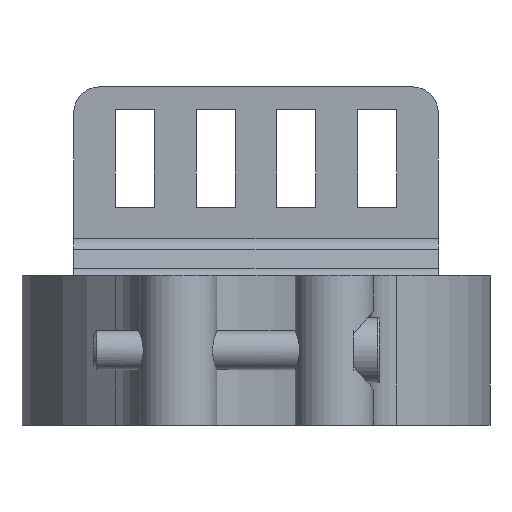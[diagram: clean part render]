
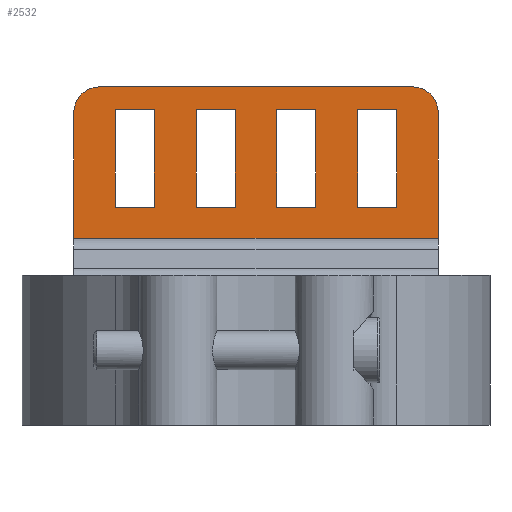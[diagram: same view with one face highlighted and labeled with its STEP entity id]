
A CAD part, front view. The second image highlights one B-rep face of the part: STEP entity #2532.
In plain terms, the highlighted planar face has unit normal (0, -1, 0).
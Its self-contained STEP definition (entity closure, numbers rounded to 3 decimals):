
#81=LINE('',#3755,#336);
#82=LINE('',#3759,#337);
#83=LINE('',#3761,#338);
#84=LINE('',#3762,#339);
#85=LINE('',#3765,#340);
#86=LINE('',#3767,#341);
#87=LINE('',#3769,#342);
#88=LINE('',#3770,#343);
#89=LINE('',#3773,#344);
#90=LINE('',#3775,#345);
#91=LINE('',#3777,#346);
#92=LINE('',#3778,#347);
#93=LINE('',#3781,#348);
#94=LINE('',#3783,#349);
#95=LINE('',#3785,#350);
#96=LINE('',#3786,#351);
#97=LINE('',#3789,#352);
#98=LINE('',#3791,#353);
#99=LINE('',#3793,#354);
#100=LINE('',#3794,#355);
#336=VECTOR('',#3060,10.);
#337=VECTOR('',#3063,10.);
#338=VECTOR('',#3064,10.);
#339=VECTOR('',#3065,10.);
#340=VECTOR('',#3066,10.);
#341=VECTOR('',#3067,10.);
#342=VECTOR('',#3068,10.);
#343=VECTOR('',#3069,10.);
#344=VECTOR('',#3070,10.);
#345=VECTOR('',#3071,10.);
#346=VECTOR('',#3072,10.);
#347=VECTOR('',#3073,10.);
#348=VECTOR('',#3074,10.);
#349=VECTOR('',#3075,10.);
#350=VECTOR('',#3076,10.);
#351=VECTOR('',#3077,10.);
#352=VECTOR('',#3078,10.);
#353=VECTOR('',#3079,10.);
#354=VECTOR('',#3080,10.);
#355=VECTOR('',#3081,10.);
#580=FACE_BOUND('',#784,.T.);
#581=FACE_BOUND('',#785,.T.);
#582=FACE_BOUND('',#786,.T.);
#583=FACE_BOUND('',#787,.T.);
#639=FACE_OUTER_BOUND('',#783,.T.);
#783=EDGE_LOOP('',(#1708,#1709,#1710,#1711,#1712,#1713));
#784=EDGE_LOOP('',(#1714,#1715,#1716,#1717));
#785=EDGE_LOOP('',(#1718,#1719,#1720,#1721));
#786=EDGE_LOOP('',(#1722,#1723,#1724,#1725));
#787=EDGE_LOOP('',(#1726,#1727,#1728,#1729));
#940=CIRCLE('',#2722,4.);
#942=CIRCLE('',#2725,4.);
#1048=VERTEX_POINT('',#3745);
#1049=VERTEX_POINT('',#3746);
#1052=VERTEX_POINT('',#3754);
#1053=VERTEX_POINT('',#3756);
#1054=VERTEX_POINT('',#3758);
#1055=VERTEX_POINT('',#3760);
#1056=VERTEX_POINT('',#3763);
#1057=VERTEX_POINT('',#3764);
#1058=VERTEX_POINT('',#3766);
#1059=VERTEX_POINT('',#3768);
#1060=VERTEX_POINT('',#3771);
#1061=VERTEX_POINT('',#3772);
#1062=VERTEX_POINT('',#3774);
#1063=VERTEX_POINT('',#3776);
#1064=VERTEX_POINT('',#3779);
#1065=VERTEX_POINT('',#3780);
#1066=VERTEX_POINT('',#3782);
#1067=VERTEX_POINT('',#3784);
#1068=VERTEX_POINT('',#3787);
#1069=VERTEX_POINT('',#3788);
#1070=VERTEX_POINT('',#3790);
#1071=VERTEX_POINT('',#3792);
#1295=EDGE_CURVE('',#1048,#1049,#940,.T.);
#1299=EDGE_CURVE('',#1052,#1048,#81,.T.);
#1300=EDGE_CURVE('',#1053,#1052,#942,.T.);
#1301=EDGE_CURVE('',#1054,#1053,#82,.T.);
#1302=EDGE_CURVE('',#1055,#1054,#83,.T.);
#1303=EDGE_CURVE('',#1049,#1055,#84,.T.);
#1304=EDGE_CURVE('',#1056,#1057,#85,.T.);
#1305=EDGE_CURVE('',#1057,#1058,#86,.T.);
#1306=EDGE_CURVE('',#1058,#1059,#87,.T.);
#1307=EDGE_CURVE('',#1059,#1056,#88,.T.);
#1308=EDGE_CURVE('',#1060,#1061,#89,.T.);
#1309=EDGE_CURVE('',#1061,#1062,#90,.T.);
#1310=EDGE_CURVE('',#1062,#1063,#91,.T.);
#1311=EDGE_CURVE('',#1063,#1060,#92,.T.);
#1312=EDGE_CURVE('',#1064,#1065,#93,.T.);
#1313=EDGE_CURVE('',#1065,#1066,#94,.T.);
#1314=EDGE_CURVE('',#1066,#1067,#95,.T.);
#1315=EDGE_CURVE('',#1067,#1064,#96,.T.);
#1316=EDGE_CURVE('',#1068,#1069,#97,.T.);
#1317=EDGE_CURVE('',#1069,#1070,#98,.T.);
#1318=EDGE_CURVE('',#1070,#1071,#99,.T.);
#1319=EDGE_CURVE('',#1071,#1068,#100,.T.);
#1708=ORIENTED_EDGE('',*,*,#1295,.F.);
#1709=ORIENTED_EDGE('',*,*,#1299,.F.);
#1710=ORIENTED_EDGE('',*,*,#1300,.F.);
#1711=ORIENTED_EDGE('',*,*,#1301,.F.);
#1712=ORIENTED_EDGE('',*,*,#1302,.F.);
#1713=ORIENTED_EDGE('',*,*,#1303,.F.);
#1714=ORIENTED_EDGE('',*,*,#1304,.T.);
#1715=ORIENTED_EDGE('',*,*,#1305,.T.);
#1716=ORIENTED_EDGE('',*,*,#1306,.T.);
#1717=ORIENTED_EDGE('',*,*,#1307,.T.);
#1718=ORIENTED_EDGE('',*,*,#1308,.T.);
#1719=ORIENTED_EDGE('',*,*,#1309,.T.);
#1720=ORIENTED_EDGE('',*,*,#1310,.T.);
#1721=ORIENTED_EDGE('',*,*,#1311,.T.);
#1722=ORIENTED_EDGE('',*,*,#1312,.T.);
#1723=ORIENTED_EDGE('',*,*,#1313,.T.);
#1724=ORIENTED_EDGE('',*,*,#1314,.T.);
#1725=ORIENTED_EDGE('',*,*,#1315,.T.);
#1726=ORIENTED_EDGE('',*,*,#1316,.T.);
#1727=ORIENTED_EDGE('',*,*,#1317,.T.);
#1728=ORIENTED_EDGE('',*,*,#1318,.T.);
#1729=ORIENTED_EDGE('',*,*,#1319,.T.);
#2281=PLANE('',#2724);
#2532=ADVANCED_FACE('',(#639,#580,#581,#582,#583),#2281,.F.);
#2722=AXIS2_PLACEMENT_3D('',#3747,#3052,#3053);
#2724=AXIS2_PLACEMENT_3D('',#3753,#3058,#3059);
#2725=AXIS2_PLACEMENT_3D('',#3757,#3061,#3062);
#3052=DIRECTION('center_axis',(0.,1.,0.));
#3053=DIRECTION('ref_axis',(0.707,0.,0.707));
#3058=DIRECTION('center_axis',(0.,1.,0.));
#3059=DIRECTION('ref_axis',(-1.,0.,0.));
#3060=DIRECTION('',(1.,0.,0.));
#3061=DIRECTION('center_axis',(0.,1.,0.));
#3062=DIRECTION('ref_axis',(-0.707,0.,0.707));
#3063=DIRECTION('',(0.,0.,1.));
#3064=DIRECTION('',(-1.,0.,0.));
#3065=DIRECTION('',(0.,0.,-1.));
#3066=DIRECTION('',(-1.,0.,0.));
#3067=DIRECTION('',(0.,0.,1.));
#3068=DIRECTION('',(1.,0.,0.));
#3069=DIRECTION('',(0.,0.,-1.));
#3070=DIRECTION('',(-1.,0.,0.));
#3071=DIRECTION('',(0.,0.,1.));
#3072=DIRECTION('',(1.,0.,0.));
#3073=DIRECTION('',(0.,0.,-1.));
#3074=DIRECTION('',(-1.,0.,0.));
#3075=DIRECTION('',(0.,0.,1.));
#3076=DIRECTION('',(1.,0.,0.));
#3077=DIRECTION('',(0.,0.,-1.));
#3078=DIRECTION('',(-1.,0.,0.));
#3079=DIRECTION('',(0.,0.,1.));
#3080=DIRECTION('',(1.,0.,0.));
#3081=DIRECTION('',(0.,0.,-1.));
#3745=CARTESIAN_POINT('',(24.,56.5,40.485));
#3746=CARTESIAN_POINT('',(28.,56.5,36.485));
#3747=CARTESIAN_POINT('Origin',(24.,56.5,36.485));
#3753=CARTESIAN_POINT('Origin',(0.,56.5,13.814));
#3754=CARTESIAN_POINT('',(-24.,56.5,40.485));
#3755=CARTESIAN_POINT('',(28.,56.5,40.485));
#3756=CARTESIAN_POINT('',(-28.,56.5,36.485));
#3757=CARTESIAN_POINT('Origin',(-24.,56.5,36.485));
#3758=CARTESIAN_POINT('',(-28.,56.5,17.217));
#3759=CARTESIAN_POINT('',(-28.,56.5,40.485));
#3760=CARTESIAN_POINT('',(28.,56.5,17.217));
#3761=CARTESIAN_POINT('',(0.,56.5,17.217));
#3762=CARTESIAN_POINT('',(28.,56.5,5.412));
#3763=CARTESIAN_POINT('',(-3.2,56.5,21.985));
#3764=CARTESIAN_POINT('',(-9.2,56.5,21.985));
#3765=CARTESIAN_POINT('',(-4.6,56.5,21.985));
#3766=CARTESIAN_POINT('',(-9.2,56.5,36.985));
#3767=CARTESIAN_POINT('',(-9.2,56.5,25.4));
#3768=CARTESIAN_POINT('',(-3.2,56.5,36.985));
#3769=CARTESIAN_POINT('',(-1.6,56.5,36.985));
#3770=CARTESIAN_POINT('',(-3.2,56.5,17.9));
#3771=CARTESIAN_POINT('',(21.6,56.5,21.985));
#3772=CARTESIAN_POINT('',(15.6,56.5,21.985));
#3773=CARTESIAN_POINT('',(7.8,56.5,21.985));
#3774=CARTESIAN_POINT('',(15.6,56.5,36.985));
#3775=CARTESIAN_POINT('',(15.6,56.5,25.4));
#3776=CARTESIAN_POINT('',(21.6,56.5,36.985));
#3777=CARTESIAN_POINT('',(10.8,56.5,36.985));
#3778=CARTESIAN_POINT('',(21.6,56.5,17.9));
#3779=CARTESIAN_POINT('',(9.2,56.5,21.985));
#3780=CARTESIAN_POINT('',(3.2,56.5,21.985));
#3781=CARTESIAN_POINT('',(1.6,56.5,21.985));
#3782=CARTESIAN_POINT('',(3.2,56.5,36.985));
#3783=CARTESIAN_POINT('',(3.2,56.5,25.4));
#3784=CARTESIAN_POINT('',(9.2,56.5,36.985));
#3785=CARTESIAN_POINT('',(4.6,56.5,36.985));
#3786=CARTESIAN_POINT('',(9.2,56.5,17.9));
#3787=CARTESIAN_POINT('',(-15.6,56.5,21.985));
#3788=CARTESIAN_POINT('',(-21.6,56.5,21.985));
#3789=CARTESIAN_POINT('',(-10.8,56.5,21.985));
#3790=CARTESIAN_POINT('',(-21.6,56.5,36.985));
#3791=CARTESIAN_POINT('',(-21.6,56.5,25.4));
#3792=CARTESIAN_POINT('',(-15.6,56.5,36.985));
#3793=CARTESIAN_POINT('',(-7.8,56.5,36.985));
#3794=CARTESIAN_POINT('',(-15.6,56.5,17.9));
